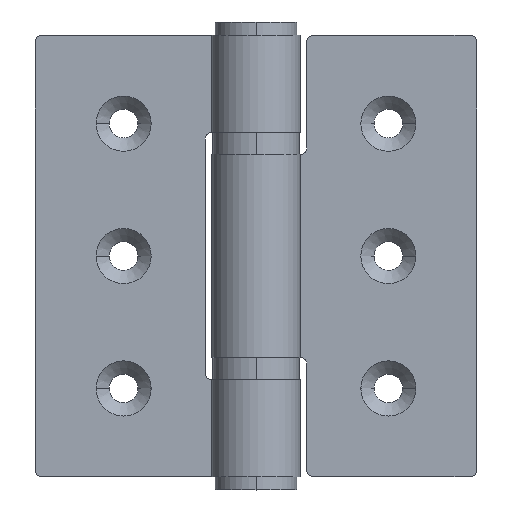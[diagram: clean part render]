
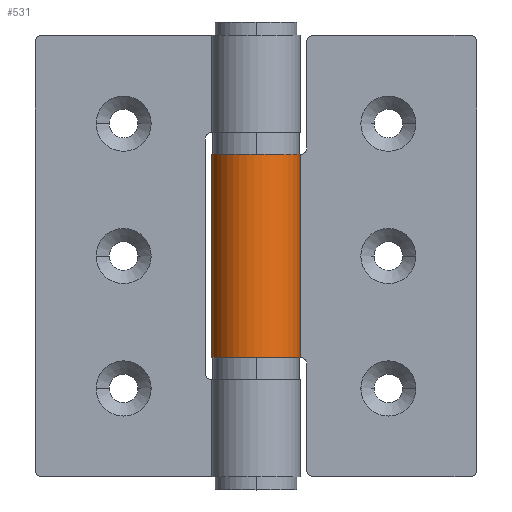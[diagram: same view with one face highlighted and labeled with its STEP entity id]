
A CAD part, top view. The second image highlights one B-rep face of the part: STEP entity #531.
In plain terms, the highlighted cylindrical face has radius 10 mm (diameter 20 mm), a partial arc.
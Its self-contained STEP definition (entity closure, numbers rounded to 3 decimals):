
#531 = ADVANCED_FACE ( 'NONE', ( #1528 ), #1526, .T. ) ;
#532 = EDGE_LOOP ( 'NONE', ( #533, #537, #594, #597 ) ) ;
#533 = ORIENTED_EDGE ( 'NONE', *, *, #534, .T. ) ;
#534 = EDGE_CURVE ( 'NONE', #535, #536, #1587, .T. ) ;
#535 = VERTEX_POINT ( 'NONE', #1583 ) ;
#536 = VERTEX_POINT ( 'NONE', #1582 ) ;
#537 = ORIENTED_EDGE ( 'NONE', *, *, #592, .F. ) ;
#592 = EDGE_CURVE ( 'NONE', #593, #536, #1668, .T. ) ;
#593 = VERTEX_POINT ( 'NONE', #1660 ) ;
#594 = ORIENTED_EDGE ( 'NONE', *, *, #595, .T. ) ;
#595 = EDGE_CURVE ( 'NONE', #593, #596, #1659, .T. ) ;
#596 = VERTEX_POINT ( 'NONE', #1718 ) ;
#597 = ORIENTED_EDGE ( 'NONE', *, *, #598, .T. ) ;
#598 = EDGE_CURVE ( 'NONE', #596, #535, #1717, .T. ) ;
#1522 = DIRECTION ( 'NONE',  ( 0., 0., -1. ) ) ;
#1523 = DIRECTION ( 'NONE',  ( 0., -1., 0. ) ) ;
#1524 = CARTESIAN_POINT ( 'NONE',  ( 0., 50., 0. ) ) ;
#1525 = AXIS2_PLACEMENT_3D ( 'NONE', #1524, #1523, #1522 ) ;
#1526 = CYLINDRICAL_SURFACE ( 'NONE', #1525, 10. ) ;
#1527 = CARTESIAN_POINT ( 'NONE',  ( 0., -23., 0. ) ) ;
#1528 = FACE_OUTER_BOUND ( 'NONE', #532, .T. ) ;
#1582 = CARTESIAN_POINT ( 'NONE',  ( 8.074, -23., -5.9 ) ) ;
#1583 = CARTESIAN_POINT ( 'NONE',  ( 0., -23., -10. ) ) ;
#1584 = DIRECTION ( 'NONE',  ( -1., 0., 0. ) ) ;
#1585 = DIRECTION ( 'NONE',  ( 0., 1., 0. ) ) ;
#1586 = AXIS2_PLACEMENT_3D ( 'NONE', #1527, #1585, #1584 ) ;
#1587 = CIRCLE ( 'NONE', #1586, 10. ) ;
#1655 = DIRECTION ( 'NONE',  ( 1., 0., 0. ) ) ;
#1656 = DIRECTION ( 'NONE',  ( 0., -1., 0. ) ) ;
#1657 = CARTESIAN_POINT ( 'NONE',  ( 0., 23., 0. ) ) ;
#1658 = AXIS2_PLACEMENT_3D ( 'NONE', #1657, #1656, #1655 ) ;
#1659 = CIRCLE ( 'NONE', #1658, 10. ) ;
#1660 = CARTESIAN_POINT ( 'NONE',  ( 8.074, 23., -5.9 ) ) ;
#1661 = DIRECTION ( 'NONE',  ( 0., -1., 0. ) ) ;
#1662 = VECTOR ( 'NONE', #1661, 1000. ) ;
#1663 = CARTESIAN_POINT ( 'NONE',  ( 8.074, 50., -5.9 ) ) ;
#1668 = LINE ( 'NONE', #1663, #1662 ) ;
#1714 = DIRECTION ( 'NONE',  ( 0., -1., 0. ) ) ;
#1715 = VECTOR ( 'NONE', #1714, 1000. ) ;
#1716 = CARTESIAN_POINT ( 'NONE',  ( 0., 50., -10. ) ) ;
#1717 = LINE ( 'NONE', #1716, #1715 ) ;
#1718 = CARTESIAN_POINT ( 'NONE',  ( 0., 23., -10. ) ) ;
